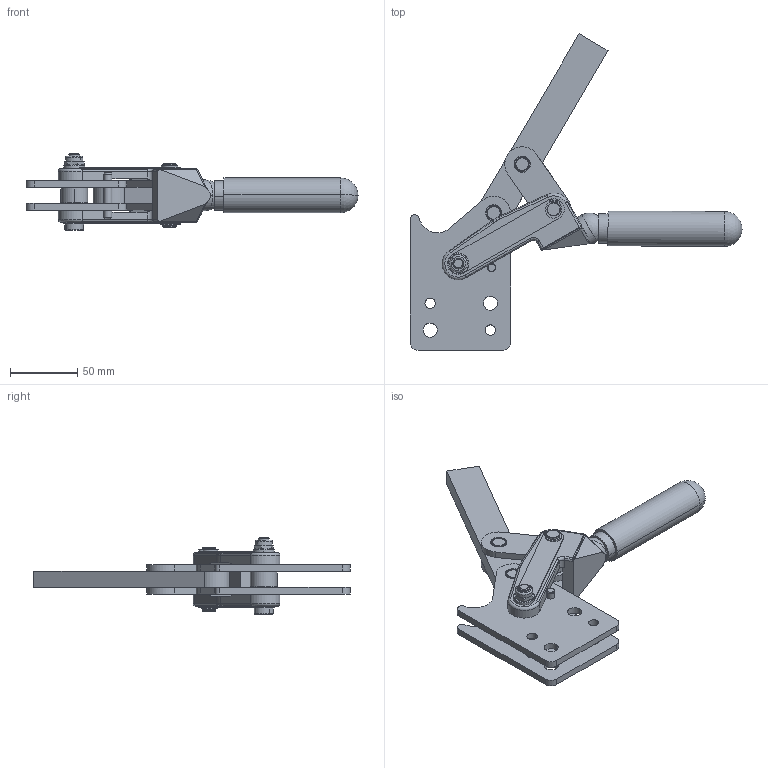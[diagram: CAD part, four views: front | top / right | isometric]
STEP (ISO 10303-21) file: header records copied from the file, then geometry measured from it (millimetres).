
FILE_DESCRIPTION((''),'2;1');
FILE_NAME('625.1-opened.stp','2005-09-28T10:21:28',('Kysilko'),(''),'Autodesk Inventor 8','Autodesk Inventor 8','');
FILE_SCHEMA(('AUTOMOTIVE_DESIGN { 1 0 10303 214 1 1 1 1 }'));
Length unit declared in the file: millimetre
Products named in the file (1): Part4
Bounding box: 247.75 x 236.12 x 57 mm (x, y, z)
Volume: 293073.5 mm3; surface area: 85322.8 mm2
Topology: 13 solids, 13 shells, 1992 faces, 5552 edges, 3656 vertices
Faces by surface type: plane 1310, cylinder 532, cone 116, torus 12, bspline 12, sphere 10
Entity records: 63033 total; most frequent: CARTESIAN_POINT 14437, ORIENTED_EDGE 11082, DIRECTION 9658, EDGE_CURVE 5541, VERTEX_POINT 3653, AXIS2_PLACEMENT_3D 3568, VECTOR 2522, LINE 2522
